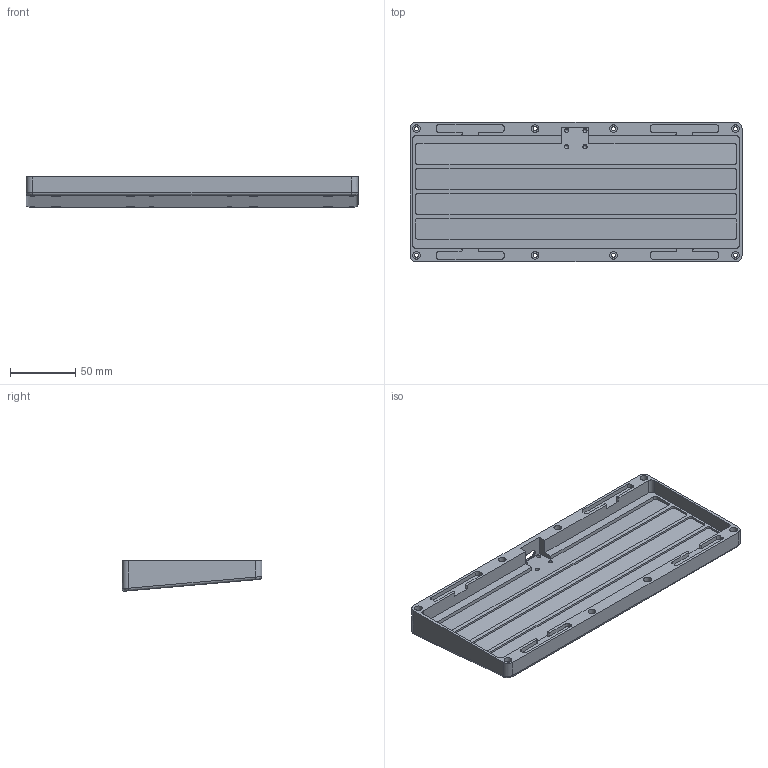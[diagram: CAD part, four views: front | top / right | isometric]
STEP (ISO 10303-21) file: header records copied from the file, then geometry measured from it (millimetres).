
FILE_DESCRIPTION(/* description */ (''),/* implementation_level */ '2;1');
FILE_NAME(/* name */ 'Bottom case.step',/* time_stamp */ '2025-06-09T16:18:56+02:00',/* author */ (''),/* organization */ (''),/* preprocessor_version */ 'ST-DEVELOPER v20.1',/* originating_system */ 'Autodesk Translation Framework v14.10.0.0',/* authorisation */ '');
FILE_SCHEMA (('AUTOMOTIVE_DESIGN { 1 0 10303 214 3 1 1 }'));
Length unit declared in the file: millimetre
Products named in the file (3): Pancake case; Pancake; Bottom case
Assembly tree (2 placements, depth 3):
  Pancake case
    Pancake
      Bottom case
Bounding box: 254 x 107 x 23.18 mm (x, y, z)
Volume: 219032.7 mm3; surface area: 82511.4 mm2
Topology: 1 solids, 1 shells, 203 faces, 509 edges, 332 vertices
Faces by surface type: cylinder 94, plane 91, bspline 14, cone 4
Full cylindrical faces by diameter (mm): 3.2 x12, 5.8 x16, 6.4 x8
Entity records: 6846 total; most frequent: CARTESIAN_POINT 1787, DIRECTION 1061, ORIENTED_EDGE 1010, EDGE_CURVE 505, AXIS2_PLACEMENT_3D 392, VERTEX_POINT 332, LINE 277, VECTOR 277
